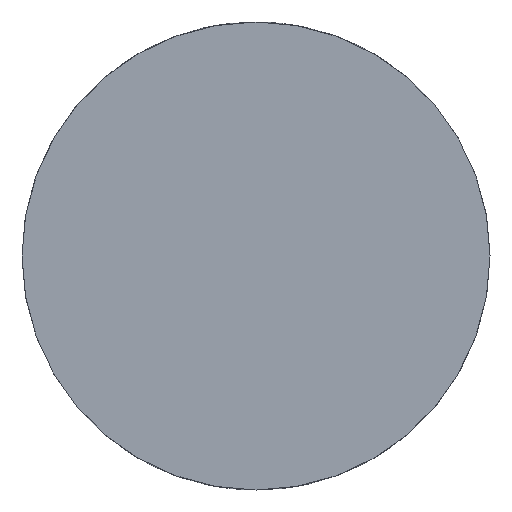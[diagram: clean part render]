
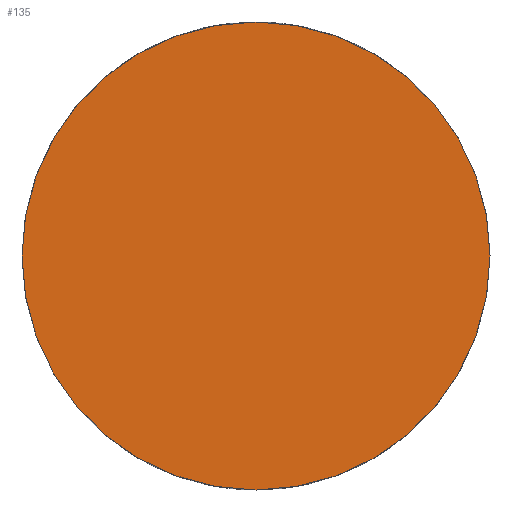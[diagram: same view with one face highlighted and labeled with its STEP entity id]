
A CAD part, front view. The second image highlights one B-rep face of the part: STEP entity #135.
In plain terms, the highlighted planar face has unit normal (0, -1, 0).
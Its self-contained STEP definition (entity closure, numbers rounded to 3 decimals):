
#38 = ORIENTED_EDGE ( 'NONE', *, *, #105, .F. ) ;
#45 = ORIENTED_EDGE ( 'NONE', *, *, #109, .F. ) ;
#52 = EDGE_LOOP ( 'NONE', ( #45, #38 ) ) ;
#55 = CIRCLE ( 'NONE', #103, 15.9 ) ;
#62 = CIRCLE ( 'NONE', #104, 15.9 ) ;
#63 = FACE_OUTER_BOUND ( 'NONE', #52, .T. ) ;
#103 = AXIS2_PLACEMENT_3D ( 'NONE', #146, #140, #147 ) ;
#104 = AXIS2_PLACEMENT_3D ( 'NONE', #161, #163, #164 ) ;
#105 = EDGE_CURVE ( 'NONE', #144, #145, #55, .T. ) ;
#109 = EDGE_CURVE ( 'NONE', #145, #144, #62, .T. ) ;
#113 = AXIS2_PLACEMENT_3D ( 'NONE', #157, #172, #173 ) ;
#135 = ADVANCED_FACE ( 'NONE', ( #63 ), #169, .F. ) ;
#140 = DIRECTION ( 'NONE',  ( 0., 1., 0. ) ) ;
#144 = VERTEX_POINT ( 'NONE', #175 ) ;
#145 = VERTEX_POINT ( 'NONE', #174 ) ;
#146 = CARTESIAN_POINT ( 'NONE',  ( 0., 0., 0. ) ) ;
#147 = DIRECTION ( 'NONE',  ( 0., 0., 1. ) ) ;
#157 = CARTESIAN_POINT ( 'NONE',  ( 0., 0., 0. ) ) ;
#161 = CARTESIAN_POINT ( 'NONE',  ( 0., 0., 0. ) ) ;
#163 = DIRECTION ( 'NONE',  ( 0., 1., 0. ) ) ;
#164 = DIRECTION ( 'NONE',  ( 0., 0., 1. ) ) ;
#169 = PLANE ( 'NONE',  #113 ) ;
#172 = DIRECTION ( 'NONE',  ( 0., 1., 0. ) ) ;
#173 = DIRECTION ( 'NONE',  ( 0., 0., 1. ) ) ;
#174 = CARTESIAN_POINT ( 'NONE',  ( 0., 0., -15.9 ) ) ;
#175 = CARTESIAN_POINT ( 'NONE',  ( 0., 0., 15.9 ) ) ;
